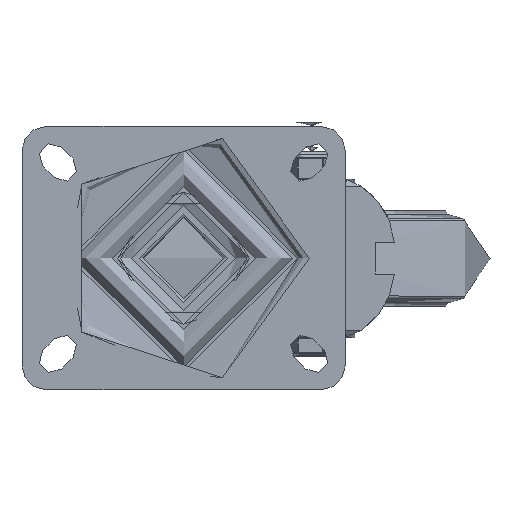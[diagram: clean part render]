
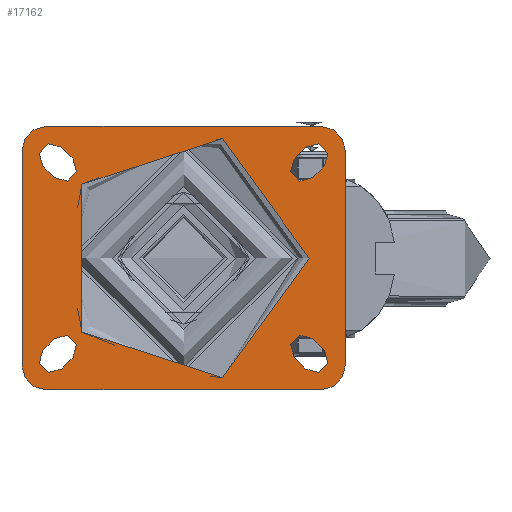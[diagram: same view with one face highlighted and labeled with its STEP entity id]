
A CAD part, top view. The second image highlights one B-rep face of the part: STEP entity #17162.
In plain terms, the highlighted planar face has unit normal (0, 0, 1).
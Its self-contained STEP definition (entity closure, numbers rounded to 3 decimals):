
#559=FACE_BOUND('',#3481,.T.);
#560=FACE_BOUND('',#3482,.T.);
#561=FACE_BOUND('',#3483,.T.);
#562=FACE_BOUND('',#3484,.T.);
#563=FACE_BOUND('',#3485,.T.);
#802=PLANE('',#18562);
#2422=FACE_OUTER_BOUND('',#3480,.T.);
#3480=EDGE_LOOP('',(#11953,#11954,#11955,#11956,#11957,#11958,#11959,#11960));
#3481=EDGE_LOOP('',(#11961));
#3482=EDGE_LOOP('',(#11962,#11963,#11964,#11965));
#3483=EDGE_LOOP('',(#11966,#11967,#11968,#11969));
#3484=EDGE_LOOP('',(#11970,#11971,#11972,#11973));
#3485=EDGE_LOOP('',(#11974,#11975,#11976,#11977));
#4763=LINE('',#26479,#5871);
#4764=LINE('',#26480,#5872);
#4765=LINE('',#26481,#5873);
#4766=LINE('',#26482,#5874);
#4767=LINE('',#26483,#5875);
#4768=LINE('',#26484,#5876);
#4769=LINE('',#26485,#5877);
#4770=LINE('',#26486,#5878);
#4771=LINE('',#26487,#5879);
#4772=LINE('',#26488,#5880);
#4773=LINE('',#26489,#5881);
#4774=LINE('',#26490,#5882);
#5871=VECTOR('',#20179,1000.);
#5872=VECTOR('',#20180,1000.);
#5873=VECTOR('',#20181,1000.);
#5874=VECTOR('',#20182,1000.);
#5875=VECTOR('',#20183,1000.);
#5876=VECTOR('',#20184,1000.);
#5877=VECTOR('',#20185,1000.);
#5878=VECTOR('',#20186,1000.);
#5879=VECTOR('',#20187,1000.);
#5880=VECTOR('',#20188,1000.);
#5881=VECTOR('',#20189,1000.);
#5882=VECTOR('',#20190,1000.);
#6950=CIRCLE('',#18474,5.5);
#6951=CIRCLE('',#18476,5.5);
#6954=CIRCLE('',#18480,5.5);
#6955=CIRCLE('',#18482,5.5);
#6958=CIRCLE('',#18486,5.5);
#6959=CIRCLE('',#18488,5.5);
#6962=CIRCLE('',#18492,5.5);
#6963=CIRCLE('',#18494,5.5);
#6969=CIRCLE('',#18503,10.);
#6971=CIRCLE('',#18506,10.);
#6973=CIRCLE('',#18509,10.);
#6975=CIRCLE('',#18512,10.);
#6979=CIRCLE('',#18517,52.494);
#7579=VERTEX_POINT('',#24057);
#7580=VERTEX_POINT('',#24059);
#7581=VERTEX_POINT('',#24063);
#7582=VERTEX_POINT('',#24064);
#7587=VERTEX_POINT('',#24075);
#7588=VERTEX_POINT('',#24077);
#7589=VERTEX_POINT('',#24081);
#7590=VERTEX_POINT('',#24082);
#7595=VERTEX_POINT('',#24093);
#7596=VERTEX_POINT('',#24095);
#7597=VERTEX_POINT('',#24099);
#7598=VERTEX_POINT('',#24100);
#7603=VERTEX_POINT('',#24111);
#7604=VERTEX_POINT('',#24113);
#7605=VERTEX_POINT('',#24117);
#7606=VERTEX_POINT('',#24118);
#7612=VERTEX_POINT('',#24136);
#7613=VERTEX_POINT('',#24137);
#7616=VERTEX_POINT('',#24145);
#7617=VERTEX_POINT('',#24146);
#7620=VERTEX_POINT('',#24154);
#7621=VERTEX_POINT('',#24155);
#7624=VERTEX_POINT('',#24163);
#7625=VERTEX_POINT('',#24164);
#7629=VERTEX_POINT('',#24174);
#9282=EDGE_CURVE('',#7580,#7579,#6950,.T.);
#9284=EDGE_CURVE('',#7581,#7582,#6951,.T.);
#9290=EDGE_CURVE('',#7588,#7587,#6954,.T.);
#9292=EDGE_CURVE('',#7589,#7590,#6955,.T.);
#9298=EDGE_CURVE('',#7596,#7595,#6958,.T.);
#9300=EDGE_CURVE('',#7597,#7598,#6959,.T.);
#9306=EDGE_CURVE('',#7604,#7603,#6962,.T.);
#9308=EDGE_CURVE('',#7605,#7606,#6963,.T.);
#9317=EDGE_CURVE('',#7612,#7613,#6969,.T.);
#9321=EDGE_CURVE('',#7616,#7617,#6971,.T.);
#9325=EDGE_CURVE('',#7620,#7621,#6973,.T.);
#9329=EDGE_CURVE('',#7624,#7625,#6975,.T.);
#9335=EDGE_CURVE('',#7629,#7629,#6979,.T.);
#9370=EDGE_CURVE('',#7621,#7624,#4763,.T.);
#9371=EDGE_CURVE('',#7617,#7620,#4764,.T.);
#9372=EDGE_CURVE('',#7613,#7616,#4765,.T.);
#9373=EDGE_CURVE('',#7625,#7612,#4766,.T.);
#9374=EDGE_CURVE('',#7603,#7605,#4767,.T.);
#9375=EDGE_CURVE('',#7606,#7604,#4768,.T.);
#9376=EDGE_CURVE('',#7595,#7597,#4769,.T.);
#9377=EDGE_CURVE('',#7598,#7596,#4770,.T.);
#9378=EDGE_CURVE('',#7587,#7589,#4771,.T.);
#9379=EDGE_CURVE('',#7590,#7588,#4772,.T.);
#9380=EDGE_CURVE('',#7579,#7581,#4773,.T.);
#9381=EDGE_CURVE('',#7582,#7580,#4774,.T.);
#11953=ORIENTED_EDGE('',*,*,#9329,.F.);
#11954=ORIENTED_EDGE('',*,*,#9370,.F.);
#11955=ORIENTED_EDGE('',*,*,#9325,.F.);
#11956=ORIENTED_EDGE('',*,*,#9371,.F.);
#11957=ORIENTED_EDGE('',*,*,#9321,.F.);
#11958=ORIENTED_EDGE('',*,*,#9372,.F.);
#11959=ORIENTED_EDGE('',*,*,#9317,.F.);
#11960=ORIENTED_EDGE('',*,*,#9373,.F.);
#11961=ORIENTED_EDGE('',*,*,#9335,.F.);
#11962=ORIENTED_EDGE('',*,*,#9374,.T.);
#11963=ORIENTED_EDGE('',*,*,#9308,.T.);
#11964=ORIENTED_EDGE('',*,*,#9375,.T.);
#11965=ORIENTED_EDGE('',*,*,#9306,.T.);
#11966=ORIENTED_EDGE('',*,*,#9376,.T.);
#11967=ORIENTED_EDGE('',*,*,#9300,.T.);
#11968=ORIENTED_EDGE('',*,*,#9377,.T.);
#11969=ORIENTED_EDGE('',*,*,#9298,.T.);
#11970=ORIENTED_EDGE('',*,*,#9378,.T.);
#11971=ORIENTED_EDGE('',*,*,#9292,.T.);
#11972=ORIENTED_EDGE('',*,*,#9379,.T.);
#11973=ORIENTED_EDGE('',*,*,#9290,.T.);
#11974=ORIENTED_EDGE('',*,*,#9380,.T.);
#11975=ORIENTED_EDGE('',*,*,#9284,.T.);
#11976=ORIENTED_EDGE('',*,*,#9381,.T.);
#11977=ORIENTED_EDGE('',*,*,#9282,.T.);
#17162=ADVANCED_FACE('',(#2422,#559,#560,#561,#562,#563),#802,.T.);
#18474=AXIS2_PLACEMENT_3D('',#24060,#19972,#19973);
#18476=AXIS2_PLACEMENT_3D('',#24065,#19977,#19978);
#18480=AXIS2_PLACEMENT_3D('',#24078,#19988,#19989);
#18482=AXIS2_PLACEMENT_3D('',#24083,#19993,#19994);
#18486=AXIS2_PLACEMENT_3D('',#24096,#20004,#20005);
#18488=AXIS2_PLACEMENT_3D('',#24101,#20009,#20010);
#18492=AXIS2_PLACEMENT_3D('',#24114,#20020,#20021);
#18494=AXIS2_PLACEMENT_3D('',#24119,#20025,#20026);
#18503=AXIS2_PLACEMENT_3D('',#24138,#20046,#20047);
#18506=AXIS2_PLACEMENT_3D('',#24147,#20054,#20055);
#18509=AXIS2_PLACEMENT_3D('',#24156,#20062,#20063);
#18512=AXIS2_PLACEMENT_3D('',#24165,#20070,#20071);
#18517=AXIS2_PLACEMENT_3D('',#24176,#20082,#20083);
#18562=AXIS2_PLACEMENT_3D('',#26478,#20177,#20178);
#19972=DIRECTION('center_axis',(0.,0.,-1.));
#19973=DIRECTION('ref_axis',(-1.,0.,0.));
#19977=DIRECTION('center_axis',(0.,0.,-1.));
#19978=DIRECTION('ref_axis',(-1.,0.,0.));
#19988=DIRECTION('center_axis',(0.,0.,-1.));
#19989=DIRECTION('ref_axis',(-1.,0.,0.));
#19993=DIRECTION('center_axis',(0.,0.,-1.));
#19994=DIRECTION('ref_axis',(-1.,0.,0.));
#20004=DIRECTION('center_axis',(0.,0.,-1.));
#20005=DIRECTION('ref_axis',(1.,0.,0.));
#20009=DIRECTION('center_axis',(0.,0.,-1.));
#20010=DIRECTION('ref_axis',(1.,0.,0.));
#20020=DIRECTION('center_axis',(0.,0.,-1.));
#20021=DIRECTION('ref_axis',(1.,0.,0.));
#20025=DIRECTION('center_axis',(0.,0.,-1.));
#20026=DIRECTION('ref_axis',(1.,0.,0.));
#20046=DIRECTION('center_axis',(0.,0.,-1.));
#20047=DIRECTION('ref_axis',(-0.707,0.707,0.));
#20054=DIRECTION('center_axis',(0.,0.,-1.));
#20055=DIRECTION('ref_axis',(0.707,0.707,0.));
#20062=DIRECTION('center_axis',(0.,0.,-1.));
#20063=DIRECTION('ref_axis',(0.707,-0.707,0.));
#20070=DIRECTION('center_axis',(0.,0.,-1.));
#20071=DIRECTION('ref_axis',(-0.707,-0.707,0.));
#20082=DIRECTION('center_axis',(0.,0.,1.));
#20083=DIRECTION('ref_axis',(-1.,0.,0.));
#20177=DIRECTION('center_axis',(0.,0.,1.));
#20178=DIRECTION('ref_axis',(1.,0.,0.));
#20179=DIRECTION('',(-1.,0.,0.));
#20180=DIRECTION('',(0.,-1.,0.));
#20181=DIRECTION('',(1.,0.,0.));
#20182=DIRECTION('',(0.,1.,0.));
#20183=DIRECTION('',(0.707,-0.707,0.));
#20184=DIRECTION('',(-0.707,0.707,0.));
#20185=DIRECTION('',(0.707,0.707,0.));
#20186=DIRECTION('',(-0.707,-0.707,0.));
#20187=DIRECTION('',(-0.707,-0.707,0.));
#20188=DIRECTION('',(0.707,0.707,0.));
#20189=DIRECTION('',(-0.707,0.707,0.));
#20190=DIRECTION('',(0.707,-0.707,0.));
#24057=CARTESIAN_POINT('',(51.086,-46.364,0.));
#24059=CARTESIAN_POINT('',(58.864,-38.586,0.));
#24060=CARTESIAN_POINT('Origin',(54.975,-42.475,0.));
#24063=CARTESIAN_POINT('',(46.136,-41.414,0.));
#24064=CARTESIAN_POINT('',(53.914,-33.636,0.));
#24065=CARTESIAN_POINT('Origin',(50.025,-37.525,0.));
#24075=CARTESIAN_POINT('',(58.864,38.586,0.));
#24077=CARTESIAN_POINT('',(51.086,46.364,0.));
#24078=CARTESIAN_POINT('Origin',(54.975,42.475,0.));
#24081=CARTESIAN_POINT('',(53.914,33.636,0.));
#24082=CARTESIAN_POINT('',(46.136,41.414,0.));
#24083=CARTESIAN_POINT('Origin',(50.025,37.525,0.));
#24093=CARTESIAN_POINT('',(-58.864,-38.586,0.));
#24095=CARTESIAN_POINT('',(-51.086,-46.364,0.));
#24096=CARTESIAN_POINT('Origin',(-54.975,-42.475,0.));
#24099=CARTESIAN_POINT('',(-53.914,-33.636,0.));
#24100=CARTESIAN_POINT('',(-46.136,-41.414,0.));
#24101=CARTESIAN_POINT('Origin',(-50.025,-37.525,0.));
#24111=CARTESIAN_POINT('',(-51.086,46.364,0.));
#24113=CARTESIAN_POINT('',(-58.864,38.586,0.));
#24114=CARTESIAN_POINT('Origin',(-54.975,42.475,0.));
#24117=CARTESIAN_POINT('',(-46.136,41.414,0.));
#24118=CARTESIAN_POINT('',(-53.914,33.636,0.));
#24119=CARTESIAN_POINT('Origin',(-50.025,37.525,0.));
#24136=CARTESIAN_POINT('',(-67.5,45.,0.));
#24137=CARTESIAN_POINT('',(-57.5,55.,0.));
#24138=CARTESIAN_POINT('Origin',(-57.5,45.,0.));
#24145=CARTESIAN_POINT('',(57.5,55.,0.));
#24146=CARTESIAN_POINT('',(67.5,45.,0.));
#24147=CARTESIAN_POINT('Origin',(57.5,45.,0.));
#24154=CARTESIAN_POINT('',(67.5,-45.,0.));
#24155=CARTESIAN_POINT('',(57.5,-55.,0.));
#24156=CARTESIAN_POINT('Origin',(57.5,-45.,0.));
#24163=CARTESIAN_POINT('',(-57.5,-55.,0.));
#24164=CARTESIAN_POINT('',(-67.5,-45.,0.));
#24165=CARTESIAN_POINT('Origin',(-57.5,-45.,0.));
#24174=CARTESIAN_POINT('',(52.494,0.,0.));
#24176=CARTESIAN_POINT('Origin',(0.,0.,0.));
#26478=CARTESIAN_POINT('Origin',(0.,0.,0.));
#26479=CARTESIAN_POINT('',(67.5,-55.,0.));
#26480=CARTESIAN_POINT('',(67.5,55.,0.));
#26481=CARTESIAN_POINT('',(-67.5,55.,0.));
#26482=CARTESIAN_POINT('',(-67.5,-55.,0.));
#26483=CARTESIAN_POINT('',(-51.086,46.364,0.));
#26484=CARTESIAN_POINT('',(-58.864,38.586,0.));
#26485=CARTESIAN_POINT('',(-58.864,-38.586,0.));
#26486=CARTESIAN_POINT('',(-51.086,-46.364,0.));
#26487=CARTESIAN_POINT('',(58.864,38.586,0.));
#26488=CARTESIAN_POINT('',(51.086,46.364,0.));
#26489=CARTESIAN_POINT('',(51.086,-46.364,0.));
#26490=CARTESIAN_POINT('',(58.864,-38.586,0.));
